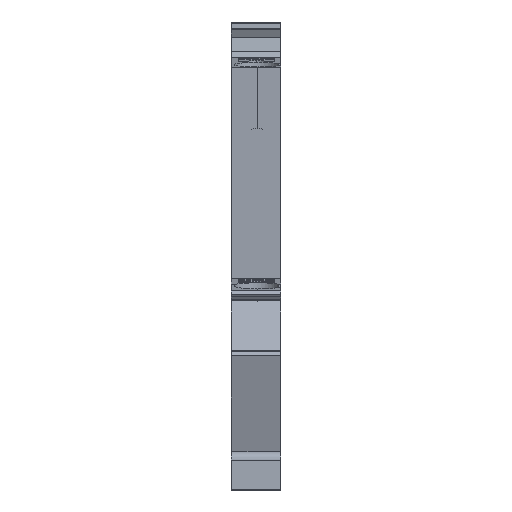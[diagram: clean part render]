
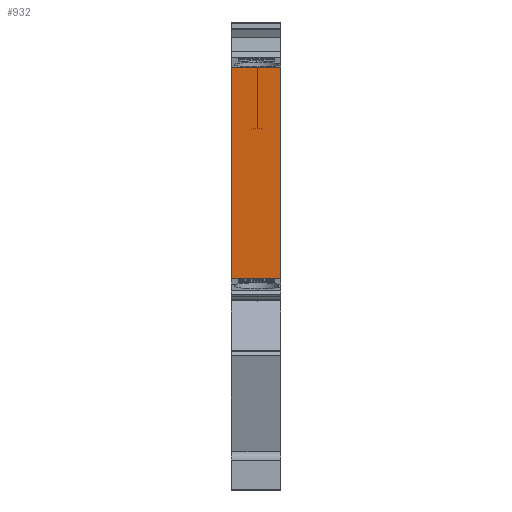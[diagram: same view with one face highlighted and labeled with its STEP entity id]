
A CAD part, front view. The second image highlights one B-rep face of the part: STEP entity #932.
In plain terms, the highlighted planar face has unit normal (0, -0.996, -0.087).
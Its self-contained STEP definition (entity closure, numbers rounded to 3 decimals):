
#932=ADVANCED_FACE('',(#2051),#2052,.F.);
#2051=FACE_OUTER_BOUND('',#3356,.T.);
#2052=PLANE('',#3357);
#3356=EDGE_LOOP('',(#6186,#6187,#6188,#6189));
#3357=AXIS2_PLACEMENT_3D('',#6190,#6191,#6192);
#6186=ORIENTED_EDGE('',*,*,#9071,.T.);
#6187=ORIENTED_EDGE('',*,*,#9072,.F.);
#6188=ORIENTED_EDGE('',*,*,#9005,.T.);
#6189=ORIENTED_EDGE('',*,*,#9073,.T.);
#6190=CARTESIAN_POINT('',(5.15,14.732,21.989));
#6191=DIRECTION('',(0.,0.996,0.087));
#6192=DIRECTION('',(-1.0,0.,0.));
#9005=EDGE_CURVE('',#11109,#11107,#11110,.T.);
#9071=EDGE_CURVE('',#11204,#11205,#11206,.T.);
#9072=EDGE_CURVE('',#11109,#11205,#11207,.T.);
#9073=EDGE_CURVE('',#11107,#11204,#11208,.T.);
#11107=VERTEX_POINT('',#15561);
#11109=VERTEX_POINT('',#15564);
#11110=LINE('',#15565,#15566);
#11204=VERTEX_POINT('',#15703);
#11205=VERTEX_POINT('',#15704);
#11206=LINE('',#15705,#15706);
#11207=LINE('',#15707,#15708);
#11208=LINE('',#15709,#15710);
#15561=CARTESIAN_POINT('',(5.15,14.732,21.989));
#15564=CARTESIAN_POINT('',(0.,14.732,21.989));
#15565=CARTESIAN_POINT('',(-7.2,14.732,21.989));
#15566=VECTOR('',#18866,1.0);
#15703=CARTESIAN_POINT('',(5.15,12.807,43.99));
#15704=CARTESIAN_POINT('',(0.,12.807,43.99));
#15705=CARTESIAN_POINT('',(-7.2,12.807,43.99));
#15706=VECTOR('',#18922,1.0);
#15707=CARTESIAN_POINT('',(0.,12.783,44.266));
#15708=VECTOR('',#18923,1.0);
#15709=CARTESIAN_POINT('',(5.15,12.783,44.266));
#15710=VECTOR('',#18924,1.0);
#18866=DIRECTION('',(1.0,0.,0.));
#18922=DIRECTION('',(-1.0,0.,0.));
#18923=DIRECTION('',(0.,-0.087,0.996));
#18924=DIRECTION('',(0.,-0.087,0.996));
